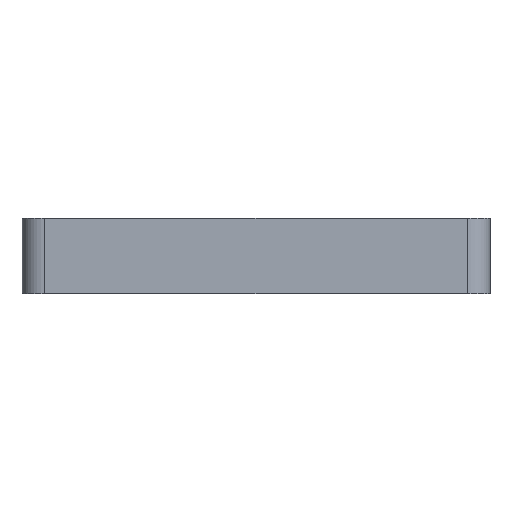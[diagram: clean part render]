
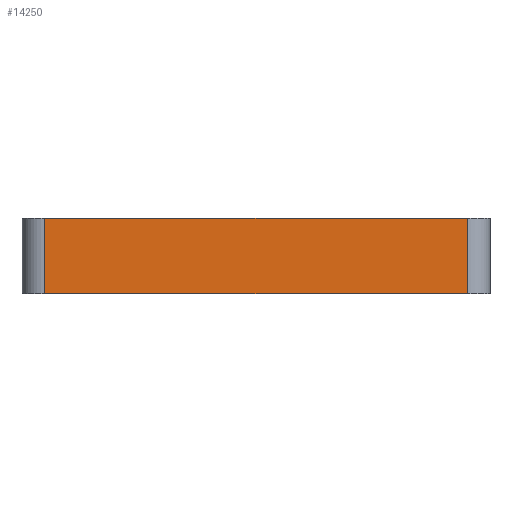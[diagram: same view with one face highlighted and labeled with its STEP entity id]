
A CAD part, left-side view. The second image highlights one B-rep face of the part: STEP entity #14250.
In plain terms, the highlighted planar face has unit normal (-1, 0, 0).
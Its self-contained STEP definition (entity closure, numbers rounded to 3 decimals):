
#3830=CARTESIAN_POINT('',(-8.,-27.889,5.));
#3840=VERTEX_POINT('',#3830);
#3870=CARTESIAN_POINT('',(-8.,-27.889,5.));
#3880=DIRECTION('',(0.,1.,0.));
#3890=VECTOR('',#3880,1.);
#3900=LINE('',#3870,#3890);
#3910=CARTESIAN_POINT('',(-8.,27.889,5.));
#3920=VERTEX_POINT('',#3910);
#3930=EDGE_CURVE('',#3840,#3920,#3900,.T.);
#4680=CARTESIAN_POINT('',(-8.,27.889,-5.));
#4690=VERTEX_POINT('',#4680);
#4810=CARTESIAN_POINT('',(-8.,27.889,-5.));
#4820=DIRECTION('',(0.,0.,1.));
#4830=VECTOR('',#4820,1.);
#4840=LINE('',#4810,#4830);
#4850=EDGE_CURVE('',#4690,#3920,#4840,.T.);
#5280=CARTESIAN_POINT('',(-8.,-27.889,-5.));
#5290=DIRECTION('',(0.,1.,0.));
#5300=VECTOR('',#5290,1.);
#5310=LINE('',#5280,#5300);
#5320=CARTESIAN_POINT('',(-8.,-27.889,-5.));
#5330=VERTEX_POINT('',#5320);
#5340=EDGE_CURVE('',#5330,#4690,#5310,.T.);
#14090=CARTESIAN_POINT('',(-8.,-31.122,1.));
#14100=DIRECTION('',(1.,0.,0.));
#14110=DIRECTION('',(0.,0.,-1.));
#14120=AXIS2_PLACEMENT_3D('',#14090,#14100,#14110);
#14130=PLANE('',#14120);
#14140=ORIENTED_EDGE('',*,*,#3930,.T.);
#14150=CARTESIAN_POINT('',(-8.,-27.889,5.));
#14160=DIRECTION('',(0.,0.,-1.));
#14170=VECTOR('',#14160,1.);
#14180=LINE('',#14150,#14170);
#14190=EDGE_CURVE('',#3840,#5330,#14180,.T.);
#14200=ORIENTED_EDGE('',*,*,#14190,.F.);
#14210=ORIENTED_EDGE('',*,*,#5340,.F.);
#14220=ORIENTED_EDGE('',*,*,#4850,.F.);
#14230=EDGE_LOOP('',(#14220,#14210,#14200,#14140));
#14240=FACE_OUTER_BOUND('',#14230,.T.);
#14250=ADVANCED_FACE('',(#14240),#14130,.F.);
